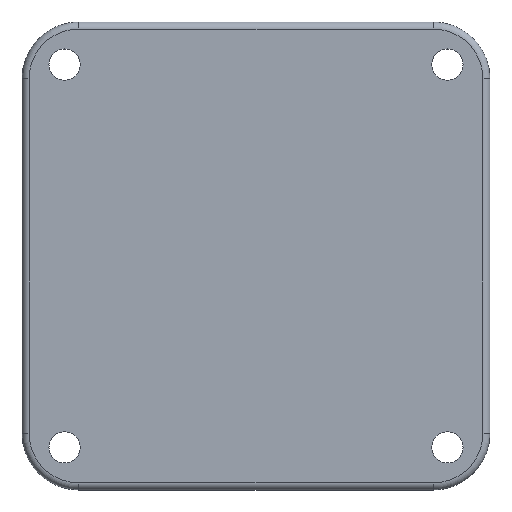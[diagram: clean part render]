
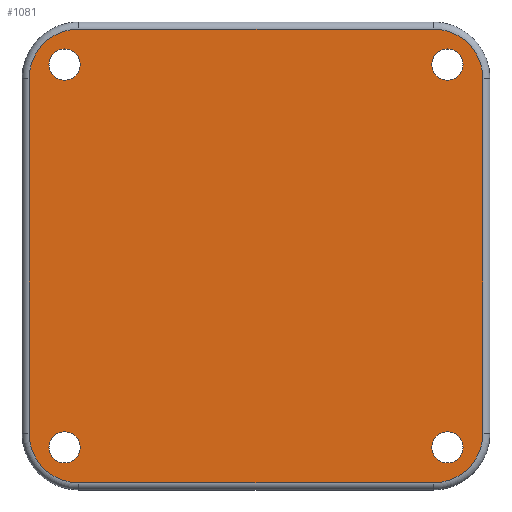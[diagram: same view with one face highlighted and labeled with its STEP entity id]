
A CAD part, top view. The second image highlights one B-rep face of the part: STEP entity #1081.
In plain terms, the highlighted planar face has unit normal (0, 0, 1).
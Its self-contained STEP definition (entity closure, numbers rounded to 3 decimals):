
#1 = FACE_BOUND ( 'NONE', #731, .T. ) ;
#11 = CIRCLE ( 'NONE', #628, 3.5 ) ;
#20 = ORIENTED_EDGE ( 'NONE', *, *, #506, .F. ) ;
#22 = CARTESIAN_POINT ( 'NONE',  ( 4., 4., 3. ) ) ;
#30 = VECTOR ( 'NONE', #1072, 1000. ) ;
#33 = VECTOR ( 'NONE', #774, 1000. ) ;
#56 = CARTESIAN_POINT ( 'NONE',  ( 0.5, 29., 3. ) ) ;
#60 = VERTEX_POINT ( 'NONE', #725 ) ;
#62 = DIRECTION ( 'NONE',  ( -1., 0., 0. ) ) ;
#72 = ORIENTED_EDGE ( 'NONE', *, *, #122, .F. ) ;
#80 = FACE_BOUND ( 'NONE', #857, .T. ) ;
#83 = EDGE_CURVE ( 'NONE', #176, #169, #224, .T. ) ;
#89 = DIRECTION ( 'NONE',  ( 0., 0., 1. ) ) ;
#100 = CIRCLE ( 'NONE', #188, 1.1 ) ;
#101 = CARTESIAN_POINT ( 'NONE',  ( 31.1, 3., 3. ) ) ;
#103 = ORIENTED_EDGE ( 'NONE', *, *, #257, .T. ) ;
#116 = VERTEX_POINT ( 'NONE', #490 ) ;
#118 = VERTEX_POINT ( 'NONE', #56 ) ;
#122 = EDGE_CURVE ( 'NONE', #124, #179, #504, .T. ) ;
#124 = VERTEX_POINT ( 'NONE', #149 ) ;
#149 = CARTESIAN_POINT ( 'NONE',  ( 1.9, 30., 3. ) ) ;
#151 = AXIS2_PLACEMENT_3D ( 'NONE', #1016, #89, #770 ) ;
#160 = CARTESIAN_POINT ( 'NONE',  ( 1.9, 3., 3. ) ) ;
#169 = VERTEX_POINT ( 'NONE', #643 ) ;
#176 = VERTEX_POINT ( 'NONE', #395 ) ;
#179 = VERTEX_POINT ( 'NONE', #738 ) ;
#187 = CARTESIAN_POINT ( 'NONE',  ( 0.5, 0., 3. ) ) ;
#188 = AXIS2_PLACEMENT_3D ( 'NONE', #345, #982, #928 ) ;
#197 = CARTESIAN_POINT ( 'NONE',  ( 0.5, 4., 3. ) ) ;
#215 = EDGE_CURVE ( 'NONE', #792, #176, #11, .T. ) ;
#220 = VERTEX_POINT ( 'NONE', #101 ) ;
#221 = CARTESIAN_POINT ( 'NONE',  ( 30., 3., 3. ) ) ;
#224 = LINE ( 'NONE', #812, #30 ) ;
#229 = ORIENTED_EDGE ( 'NONE', *, *, #83, .T. ) ;
#240 = CARTESIAN_POINT ( 'NONE',  ( 30., 30., 3. ) ) ;
#257 = EDGE_CURVE ( 'NONE', #689, #118, #1062, .T. ) ;
#281 = ORIENTED_EDGE ( 'NONE', *, *, #1012, .F. ) ;
#284 = EDGE_CURVE ( 'NONE', #807, #964, #420, .T. ) ;
#290 = AXIS2_PLACEMENT_3D ( 'NONE', #530, #694, #952 ) ;
#303 = AXIS2_PLACEMENT_3D ( 'NONE', #240, #752, #907 ) ;
#307 = DIRECTION ( 'NONE',  ( 0., 0., 1. ) ) ;
#315 = CARTESIAN_POINT ( 'NONE',  ( 32.5, 29., 3. ) ) ;
#319 = AXIS2_PLACEMENT_3D ( 'NONE', #840, #828, #674 ) ;
#343 = DIRECTION ( 'NONE',  ( -1., 0., 0. ) ) ;
#344 = CIRCLE ( 'NONE', #958, 3.5 ) ;
#345 = CARTESIAN_POINT ( 'NONE',  ( 3., 30., 3. ) ) ;
#365 = EDGE_LOOP ( 'NONE', ( #1032, #764 ) ) ;
#379 = ORIENTED_EDGE ( 'NONE', *, *, #617, .F. ) ;
#387 = AXIS2_PLACEMENT_3D ( 'NONE', #1004, #690, #343 ) ;
#395 = CARTESIAN_POINT ( 'NONE',  ( 4., 0.5, 3. ) ) ;
#411 = AXIS2_PLACEMENT_3D ( 'NONE', #221, #801, #570 ) ;
#420 = LINE ( 'NONE', #529, #823 ) ;
#439 = ORIENTED_EDGE ( 'NONE', *, *, #215, .T. ) ;
#467 = DIRECTION ( 'NONE',  ( 1., 0., 0. ) ) ;
#470 = AXIS2_PLACEMENT_3D ( 'NONE', #1011, #307, #484 ) ;
#475 = VERTEX_POINT ( 'NONE', #619 ) ;
#480 = VERTEX_POINT ( 'NONE', #961 ) ;
#484 = DIRECTION ( 'NONE',  ( 1., 0., 0. ) ) ;
#488 = CARTESIAN_POINT ( 'NONE',  ( 32.5, 4., 3. ) ) ;
#490 = CARTESIAN_POINT ( 'NONE',  ( 4.1, 3., 3. ) ) ;
#498 = VERTEX_POINT ( 'NONE', #652 ) ;
#504 = CIRCLE ( 'NONE', #522, 1.1 ) ;
#506 = EDGE_CURVE ( 'NONE', #179, #124, #100, .T. ) ;
#517 = CIRCLE ( 'NONE', #319, 3.5 ) ;
#522 = AXIS2_PLACEMENT_3D ( 'NONE', #1059, #728, #562 ) ;
#529 = CARTESIAN_POINT ( 'NONE',  ( 32.5, 0., 3. ) ) ;
#530 = CARTESIAN_POINT ( 'NONE',  ( 30., 3., 3. ) ) ;
#534 = ORIENTED_EDGE ( 'NONE', *, *, #284, .T. ) ;
#537 = ORIENTED_EDGE ( 'NONE', *, *, #677, .T. ) ;
#562 = DIRECTION ( 'NONE',  ( 1., 0., 0. ) ) ;
#567 = EDGE_CURVE ( 'NONE', #964, #498, #344, .T. ) ;
#570 = DIRECTION ( 'NONE',  ( 1., 0., 0. ) ) ;
#585 = PLANE ( 'NONE',  #387 ) ;
#595 = EDGE_LOOP ( 'NONE', ( #229, #915, #534, #718, #606, #103, #537, #439 ) ) ;
#602 = LINE ( 'NONE', #1030, #33 ) ;
#606 = ORIENTED_EDGE ( 'NONE', *, *, #701, .T. ) ;
#617 = EDGE_CURVE ( 'NONE', #994, #116, #936, .T. ) ;
#619 = CARTESIAN_POINT ( 'NONE',  ( 28.9, 3., 3. ) ) ;
#628 = AXIS2_PLACEMENT_3D ( 'NONE', #22, #778, #773 ) ;
#631 = DIRECTION ( 'NONE',  ( 0., 0., 1. ) ) ;
#643 = CARTESIAN_POINT ( 'NONE',  ( 29., 0.5, 3. ) ) ;
#652 = CARTESIAN_POINT ( 'NONE',  ( 29., 32.5, 3. ) ) ;
#655 = DIRECTION ( 'NONE',  ( 1., 0., 0. ) ) ;
#656 = EDGE_CURVE ( 'NONE', #220, #475, #1080, .T. ) ;
#674 = DIRECTION ( 'NONE',  ( -1., 0., 0. ) ) ;
#677 = EDGE_CURVE ( 'NONE', #118, #792, #709, .T. ) ;
#683 = FACE_BOUND ( 'NONE', #365, .T. ) ;
#687 = EDGE_LOOP ( 'NONE', ( #703, #281 ) ) ;
#688 = DIRECTION ( 'NONE',  ( 0., 1., 0. ) ) ;
#689 = VERTEX_POINT ( 'NONE', #795 ) ;
#690 = DIRECTION ( 'NONE',  ( 0., 0., -1. ) ) ;
#694 = DIRECTION ( 'NONE',  ( 0., 0., 1. ) ) ;
#701 = EDGE_CURVE ( 'NONE', #498, #689, #602, .T. ) ;
#703 = ORIENTED_EDGE ( 'NONE', *, *, #838, .F. ) ;
#709 = LINE ( 'NONE', #187, #924 ) ;
#718 = ORIENTED_EDGE ( 'NONE', *, *, #567, .T. ) ;
#722 = CIRCLE ( 'NONE', #853, 1.1 ) ;
#725 = CARTESIAN_POINT ( 'NONE',  ( 31.1, 30., 3. ) ) ;
#728 = DIRECTION ( 'NONE',  ( 0., 0., 1. ) ) ;
#731 = EDGE_LOOP ( 'NONE', ( #379, #922 ) ) ;
#738 = CARTESIAN_POINT ( 'NONE',  ( 4.1, 30., 3. ) ) ;
#751 = CIRCLE ( 'NONE', #411, 1.1 ) ;
#752 = DIRECTION ( 'NONE',  ( 0., 0., 1. ) ) ;
#764 = ORIENTED_EDGE ( 'NONE', *, *, #656, .F. ) ;
#768 = DIRECTION ( 'NONE',  ( 0., 0., 1. ) ) ;
#770 = DIRECTION ( 'NONE',  ( -1., 0., 0. ) ) ;
#773 = DIRECTION ( 'NONE',  ( -1., 0., 0. ) ) ;
#774 = DIRECTION ( 'NONE',  ( -1., 0., 0. ) ) ;
#778 = DIRECTION ( 'NONE',  ( 0., 0., 1. ) ) ;
#779 = CIRCLE ( 'NONE', #303, 1.1 ) ;
#792 = VERTEX_POINT ( 'NONE', #197 ) ;
#795 = CARTESIAN_POINT ( 'NONE',  ( 4., 32.5, 3. ) ) ;
#801 = DIRECTION ( 'NONE',  ( 0., 0., 1. ) ) ;
#807 = VERTEX_POINT ( 'NONE', #488 ) ;
#811 = CARTESIAN_POINT ( 'NONE',  ( 30., 30., 3. ) ) ;
#812 = CARTESIAN_POINT ( 'NONE',  ( 0., 0.5, 3. ) ) ;
#813 = CARTESIAN_POINT ( 'NONE',  ( 29., 29., 3. ) ) ;
#823 = VECTOR ( 'NONE', #688, 1000. ) ;
#828 = DIRECTION ( 'NONE',  ( 0., 0., 1. ) ) ;
#835 = FACE_OUTER_BOUND ( 'NONE', #595, .T. ) ;
#838 = EDGE_CURVE ( 'NONE', #480, #60, #722, .T. ) ;
#840 = CARTESIAN_POINT ( 'NONE',  ( 29., 4., 3. ) ) ;
#853 = AXIS2_PLACEMENT_3D ( 'NONE', #811, #631, #655 ) ;
#855 = EDGE_CURVE ( 'NONE', #475, #220, #751, .T. ) ;
#857 = EDGE_LOOP ( 'NONE', ( #72, #20 ) ) ;
#860 = EDGE_CURVE ( 'NONE', #116, #994, #1038, .T. ) ;
#863 = AXIS2_PLACEMENT_3D ( 'NONE', #979, #973, #467 ) ;
#907 = DIRECTION ( 'NONE',  ( 1., 0., 0. ) ) ;
#915 = ORIENTED_EDGE ( 'NONE', *, *, #1065, .T. ) ;
#922 = ORIENTED_EDGE ( 'NONE', *, *, #860, .F. ) ;
#924 = VECTOR ( 'NONE', #934, 1000. ) ;
#928 = DIRECTION ( 'NONE',  ( 1., 0., 0. ) ) ;
#934 = DIRECTION ( 'NONE',  ( 0., -1., 0. ) ) ;
#936 = CIRCLE ( 'NONE', #470, 1.1 ) ;
#952 = DIRECTION ( 'NONE',  ( 1., 0., 0. ) ) ;
#958 = AXIS2_PLACEMENT_3D ( 'NONE', #813, #768, #62 ) ;
#961 = CARTESIAN_POINT ( 'NONE',  ( 28.9, 30., 3. ) ) ;
#964 = VERTEX_POINT ( 'NONE', #315 ) ;
#973 = DIRECTION ( 'NONE',  ( 0., 0., 1. ) ) ;
#979 = CARTESIAN_POINT ( 'NONE',  ( 3., 3., 3. ) ) ;
#982 = DIRECTION ( 'NONE',  ( 0., 0., 1. ) ) ;
#994 = VERTEX_POINT ( 'NONE', #160 ) ;
#999 = FACE_BOUND ( 'NONE', #687, .T. ) ;
#1004 = CARTESIAN_POINT ( 'NONE',  ( 0., 0., 3. ) ) ;
#1011 = CARTESIAN_POINT ( 'NONE',  ( 3., 3., 3. ) ) ;
#1012 = EDGE_CURVE ( 'NONE', #60, #480, #779, .T. ) ;
#1016 = CARTESIAN_POINT ( 'NONE',  ( 4., 29., 3. ) ) ;
#1030 = CARTESIAN_POINT ( 'NONE',  ( 0., 32.5, 3. ) ) ;
#1032 = ORIENTED_EDGE ( 'NONE', *, *, #855, .F. ) ;
#1038 = CIRCLE ( 'NONE', #863, 1.1 ) ;
#1059 = CARTESIAN_POINT ( 'NONE',  ( 3., 30., 3. ) ) ;
#1062 = CIRCLE ( 'NONE', #151, 3.5 ) ;
#1065 = EDGE_CURVE ( 'NONE', #169, #807, #517, .T. ) ;
#1072 = DIRECTION ( 'NONE',  ( 1., 0., 0. ) ) ;
#1080 = CIRCLE ( 'NONE', #290, 1.1 ) ;
#1081 = ADVANCED_FACE ( 'NONE', ( #835, #80, #999, #683, #1 ), #585, .F. ) ;
